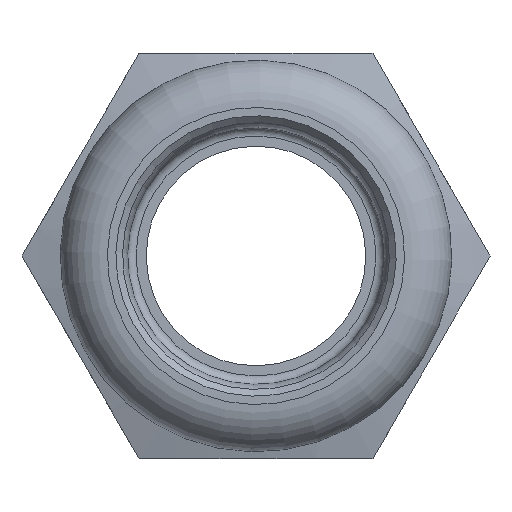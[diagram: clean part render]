
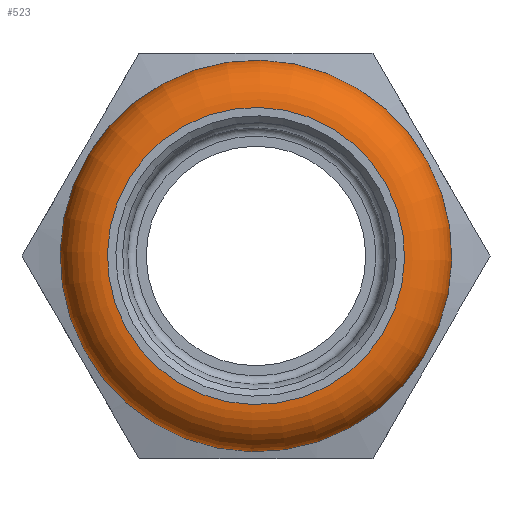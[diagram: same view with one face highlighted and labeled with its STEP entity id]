
A CAD part, left-side view. The second image highlights one B-rep face of the part: STEP entity #523.
In plain terms, the highlighted toroidal (fillet/blend) face has major radius 8.8 mm and minor radius 2.8 mm.
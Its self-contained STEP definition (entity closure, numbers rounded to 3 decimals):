
#14=TOROIDAL_SURFACE('',#592,8.8,2.8);
#40=CIRCLE('',#590,11.006);
#42=CIRCLE('',#593,8.8);
#43=CIRCLE('',#594,2.8);
#92=FACE_OUTER_BOUND('',#127,.T.);
#127=EDGE_LOOP('',(#392,#393,#394,#395));
#227=VERTEX_POINT('',#1031);
#229=VERTEX_POINT('',#1037);
#285=EDGE_CURVE('',#227,#227,#40,.T.);
#288=EDGE_CURVE('',#229,#229,#42,.T.);
#289=EDGE_CURVE('',#229,#227,#43,.T.);
#392=ORIENTED_EDGE('',*,*,#288,.F.);
#393=ORIENTED_EDGE('',*,*,#289,.T.);
#394=ORIENTED_EDGE('',*,*,#285,.T.);
#395=ORIENTED_EDGE('',*,*,#289,.F.);
#523=ADVANCED_FACE('',(#92),#14,.T.);
#590=AXIS2_PLACEMENT_3D('',#1032,#695,#696);
#592=AXIS2_PLACEMENT_3D('',#1036,#700,#701);
#593=AXIS2_PLACEMENT_3D('',#1038,#702,#703);
#594=AXIS2_PLACEMENT_3D('',#1039,#704,#705);
#695=DIRECTION('center_axis',(-1.,0.,0.));
#696=DIRECTION('ref_axis',(0.,1.,0.));
#700=DIRECTION('center_axis',(-1.,0.,0.));
#701=DIRECTION('ref_axis',(0.,0.878,-0.479));
#702=DIRECTION('center_axis',(-1.,0.,0.));
#703=DIRECTION('ref_axis',(0.,1.,0.));
#704=DIRECTION('center_axis',(0.,0.479,0.878));
#705=DIRECTION('ref_axis',(0.,-0.878,0.479));
#1031=CARTESIAN_POINT('',(4.524,-9.659,5.277));
#1032=CARTESIAN_POINT('Origin',(4.524,0.,0.));
#1036=CARTESIAN_POINT('Origin',(2.8,0.,0.));
#1037=CARTESIAN_POINT('',(0.,-7.723,4.219));
#1038=CARTESIAN_POINT('Origin',(0.,0.,0.));
#1039=CARTESIAN_POINT('Origin',(2.8,-7.723,4.219));
